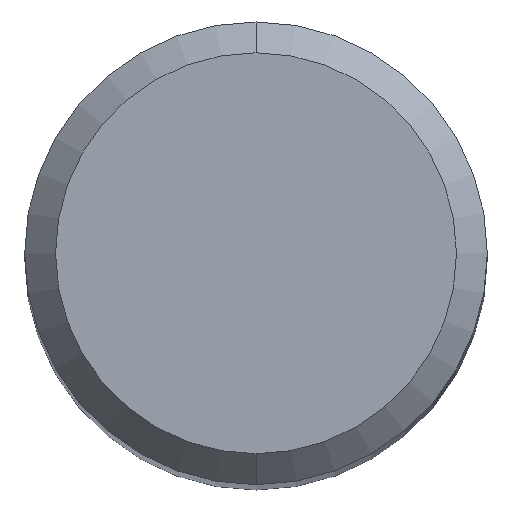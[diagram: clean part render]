
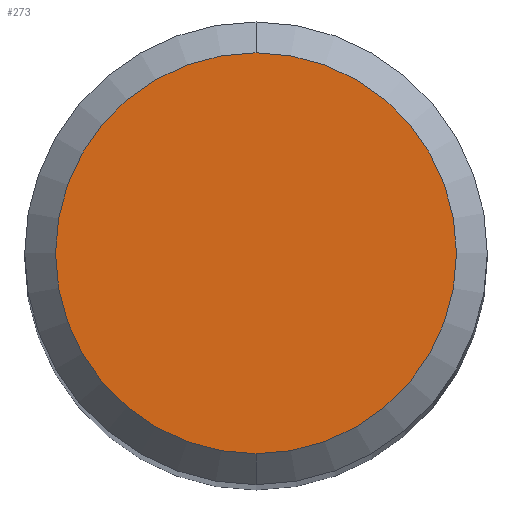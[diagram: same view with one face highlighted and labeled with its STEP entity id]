
A CAD part, top view. The second image highlights one B-rep face of the part: STEP entity #273.
In plain terms, the highlighted planar face has unit normal (0, 0, 1).
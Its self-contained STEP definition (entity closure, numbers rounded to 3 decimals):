
#273=ADVANCED_FACE('',(#596),#597,.T.);
#419=EDGE_CURVE('',#461,#421,#762,.T.);
#421=VERTEX_POINT('',#764);
#425=EDGE_CURVE('',#421,#461,#770,.T.);
#461=VERTEX_POINT('',#809);
#596=FACE_OUTER_BOUND('',#1043,.T.);
#597=PLANE('',#1044);
#762=CIRCLE('',#1396,2.6);
#764=CARTESIAN_POINT('',(0.0,2.6,0.0));
#770=CIRCLE('',#1405,2.6);
#809=CARTESIAN_POINT('',(0.,-2.6,0.0));
#1043=EDGE_LOOP('',(#1585,#1586));
#1044=AXIS2_PLACEMENT_3D('',#1587,#1588,#1589);
#1396=AXIS2_PLACEMENT_3D('',#1767,#1768,#1769);
#1405=AXIS2_PLACEMENT_3D('',#1789,#1790,#1791);
#1585=ORIENTED_EDGE('',*,*,#425,.F.);
#1586=ORIENTED_EDGE('',*,*,#419,.F.);
#1587=CARTESIAN_POINT('',(0.0,1.3,0.0));
#1588=DIRECTION('',(-0.0,0.0,1.0));
#1589=DIRECTION('',(0.0,-1.0,0.0));
#1767=CARTESIAN_POINT('',(0.0,0.0,0.0));
#1768=DIRECTION('',(0.0,0.0,-1.0));
#1769=DIRECTION('',(0.0,1.0,0.0));
#1789=CARTESIAN_POINT('',(0.0,0.0,0.0));
#1790=DIRECTION('',(0.0,0.0,-1.0));
#1791=DIRECTION('',(0.0,1.0,0.0));
